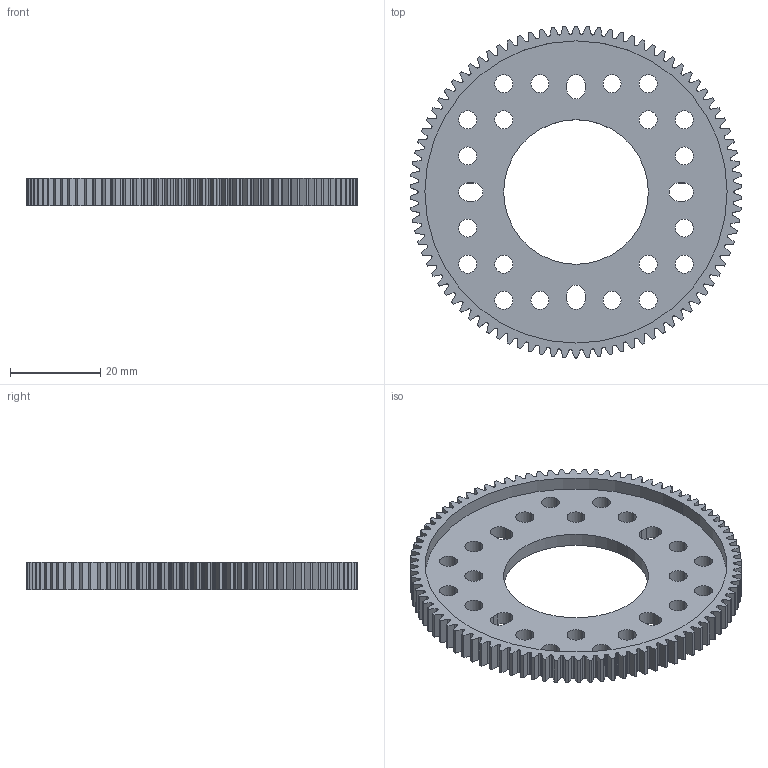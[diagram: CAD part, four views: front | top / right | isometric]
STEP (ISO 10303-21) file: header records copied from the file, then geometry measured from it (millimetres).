
FILE_DESCRIPTION (( 'STEP AP203' ), '1' );
FILE_NAME ('2302-0032-0090.STEP', '2017-04-06T20:20:30', ( '' ), ( '' ), 'SwSTEP 2.0', 'SolidWorks 2016', '' );
FILE_SCHEMA (( 'CONFIG_CONTROL_DESIGN' ));
Length unit declared in the file: millimetre
Products named in the file (1): 2302-0032-0090
Bounding box: 73.57 x 73.6 x 6 mm (x, y, z)
Volume: 10397.6 mm3; surface area: 10385.1 mm2
Topology: 1 solids, 1 shells, 786 faces, 2349 edges, 1566 vertices
Faces by surface type: bspline 360, cylinder 235, plane 191
Entity records: 38040 total; most frequent: CARTESIAN_POINT 18742, ORIENTED_EDGE 4698, DIRECTION 2953, EDGE_CURVE 2349, VERTEX_POINT 1566, LINE 1159, VECTOR 1159, AXIS2_PLACEMENT_3D 897
